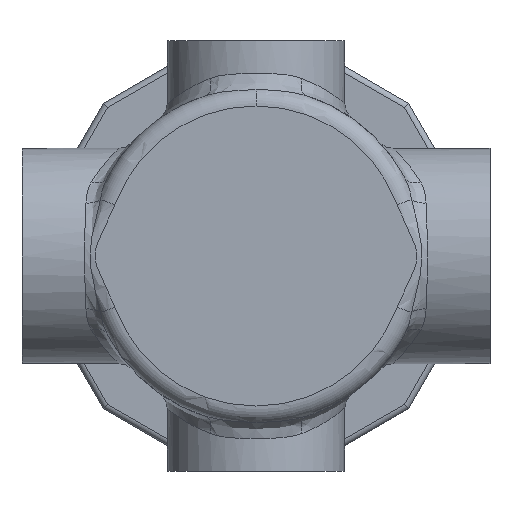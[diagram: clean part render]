
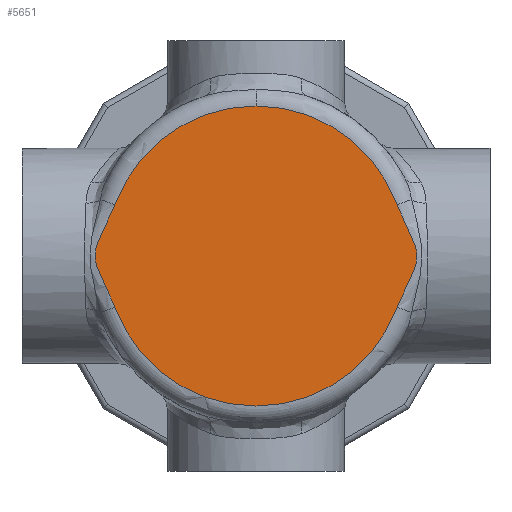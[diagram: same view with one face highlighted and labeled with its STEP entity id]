
A CAD part, front view. The second image highlights one B-rep face of the part: STEP entity #5651.
In plain terms, the highlighted planar face has unit normal (0, -1, 0).
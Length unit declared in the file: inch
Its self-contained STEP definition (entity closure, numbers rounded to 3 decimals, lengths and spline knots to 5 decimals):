
#19 = CARTESIAN_POINT ( 'NONE',  ( -0.55949, -0.82, 0.01613 ) ) ;
#43 = CARTESIAN_POINT ( 'NONE',  ( 0.55954, -0.82, 0.01585 ) ) ;
#170 = AXIS2_PLACEMENT_3D ( 'NONE', #729, #4645, #1291 ) ;
#197 = EDGE_CURVE ( 'NONE', #5348, #4076, #6570, .T. ) ;
#515 = ORIENTED_EDGE ( 'NONE', *, *, #1346, .T. ) ;
#589 = CARTESIAN_POINT ( 'NONE',  ( -0.56051, -0.82, -0.00795 ) ) ;
#604 = VERTEX_POINT ( 'NONE', #5654 ) ;
#628 = CARTESIAN_POINT ( 'NONE',  ( 0.55368, -0.82, 0.03927 ) ) ;
#729 = CARTESIAN_POINT ( 'NONE',  ( 0., -0.82, 0. ) ) ;
#1042 = CARTESIAN_POINT ( 'NONE',  ( 0., -0.82, 0. ) ) ;
#1172 = CARTESIAN_POINT ( 'NONE',  ( -0.55611, -0.82, -0.03156 ) ) ;
#1197 = CARTESIAN_POINT ( 'NONE',  ( 0.53853, -0.82, 0.07633 ) ) ;
#1291 = DIRECTION ( 'NONE',  ( 0., 0., 1. ) ) ;
#1300 = FACE_OUTER_BOUND ( 'NONE', #4013, .T. ) ;
#1346 = EDGE_CURVE ( 'NONE', #4076, #2878, #1939, .T. ) ;
#1667 = CARTESIAN_POINT ( 'NONE',  ( 0.49116, -0.82, -0.17823 ) ) ;
#1707 = CARTESIAN_POINT ( 'NONE',  ( -0.5454, -0.82, -0.06183 ) ) ;
#1709 = CARTESIAN_POINT ( 'NONE',  ( 0.53849, -0.82, -0.07643 ) ) ;
#1737 = CARTESIAN_POINT ( 'NONE',  ( 0.50215, -0.82, 0.14794 ) ) ;
#1937 = EDGE_CURVE ( 'NONE', #3811, #5348, #6473, .T. ) ;
#1939 = B_SPLINE_CURVE_WITH_KNOTS ( 'NONE', 3,
 ( #5627, #3373, #6179, #6206, #2845, #6782, #3395, #19, #3956, #589, #4516, #1172, #5090, #1707, #5649, #2288, #6226, #2864 ),
 .UNSPECIFIED., .F., .F.,
 ( 4, 2, 2, 2, 2, 2, 2, 2, 4 ),
 ( 0., 0.00244, 0.00367, 0.00428, 0.00489, 0.0055, 0.00611, 0.00733, 0.00977 ),
 .UNSPECIFIED. ) ;
#2233 = EDGE_CURVE ( 'NONE', #2878, #604, #3113, .T. ) ;
#2249 = CARTESIAN_POINT ( 'NONE',  ( 0., -0.82, 0. ) ) ;
#2260 = CARTESIAN_POINT ( 'NONE',  ( 0.50212, -0.82, -0.14803 ) ) ;
#2284 = AXIS2_PLACEMENT_3D ( 'NONE', #1042, #2646, #3611 ) ;
#2288 = CARTESIAN_POINT ( 'NONE',  ( -0.51734, -0.82, -0.11959 ) ) ;
#2292 = CARTESIAN_POINT ( 'NONE',  ( 0.55365, -0.82, -0.03937 ) ) ;
#2646 = DIRECTION ( 'NONE',  ( 0., -1., 0. ) ) ;
#2840 = DIRECTION ( 'NONE',  ( 0., -1., 0. ) ) ;
#2845 = CARTESIAN_POINT ( 'NONE',  ( -0.54539, -0.82, 0.06187 ) ) ;
#2857 = DIRECTION ( 'NONE',  ( 0., 0., 1. ) ) ;
#2864 = CARTESIAN_POINT ( 'NONE',  ( -0.49116, -0.82, -0.17823 ) ) ;
#2869 = CARTESIAN_POINT ( 'NONE',  ( 0.55949, -0.82, -0.01613 ) ) ;
#2878 = VERTEX_POINT ( 'NONE', #7104 ) ;
#3113 = CIRCLE ( 'NONE', #4695, 0.5225 ) ;
#3373 = CARTESIAN_POINT ( 'NONE',  ( -0.50212, -0.82, 0.14803 ) ) ;
#3395 = CARTESIAN_POINT ( 'NONE',  ( -0.55605, -0.82, 0.03176 ) ) ;
#3428 = CARTESIAN_POINT ( 'NONE',  ( 0.56051, -0.82, 0.00795 ) ) ;
#3515 = ORIENTED_EDGE ( 'NONE', *, *, #1937, .T. ) ;
#3611 = DIRECTION ( 'NONE',  ( 0., 0., 1. ) ) ;
#3642 = EDGE_CURVE ( 'NONE', #604, #3811, #5238, .T. ) ;
#3811 = VERTEX_POINT ( 'NONE', #5409 ) ;
#3851 = ORIENTED_EDGE ( 'NONE', *, *, #197, .T. ) ;
#3956 = CARTESIAN_POINT ( 'NONE',  ( -0.5605, -0.82, 0.00801 ) ) ;
#3983 = CARTESIAN_POINT ( 'NONE',  ( 0.55611, -0.82, 0.03156 ) ) ;
#4013 = EDGE_LOOP ( 'NONE', ( #6791, #3515, #3851, #515, #5702 ) ) ;
#4076 = VERTEX_POINT ( 'NONE', #6387 ) ;
#4516 = CARTESIAN_POINT ( 'NONE',  ( -0.55954, -0.82, -0.01585 ) ) ;
#4542 = CARTESIAN_POINT ( 'NONE',  ( 0.5454, -0.82, 0.06183 ) ) ;
#4645 = DIRECTION ( 'NONE',  ( 0., -1., 0. ) ) ;
#4695 = AXIS2_PLACEMENT_3D ( 'NONE', #6202, #2840, #6772 ) ;
#5090 = CARTESIAN_POINT ( 'NONE',  ( -0.55368, -0.82, -0.03927 ) ) ;
#5092 = CARTESIAN_POINT ( 'NONE',  ( 0.5173, -0.82, -0.11967 ) ) ;
#5121 = CARTESIAN_POINT ( 'NONE',  ( 0.51734, -0.82, 0.11959 ) ) ;
#5238 = B_SPLINE_CURVE_WITH_KNOTS ( 'NONE', 3,
 ( #1667, #2260, #5092, #1709, #5653, #2292, #6232, #2869, #6813, #3428, #43, #3983, #628, #4542, #1197, #5121, #1737, #5678 ),
 .UNSPECIFIED., .F., .F.,
 ( 4, 2, 2, 2, 2, 2, 2, 2, 4 ),
 ( 0., 0.00244, 0.00367, 0.00428, 0.00489, 0.0055, 0.00611, 0.00733, 0.00977 ),
 .UNSPECIFIED. ) ;
#5348 = VERTEX_POINT ( 'NONE', #6480 ) ;
#5409 = CARTESIAN_POINT ( 'NONE',  ( 0.49116, -0.82, 0.17823 ) ) ;
#5627 = CARTESIAN_POINT ( 'NONE',  ( -0.49116, -0.82, 0.17823 ) ) ;
#5642 = PLANE ( 'NONE',  #6513 ) ;
#5649 = CARTESIAN_POINT ( 'NONE',  ( -0.53853, -0.82, -0.07633 ) ) ;
#5651 = ADVANCED_FACE ( 'NONE', ( #1300 ), #5642, .F. ) ;
#5653 = CARTESIAN_POINT ( 'NONE',  ( 0.54539, -0.82, -0.06187 ) ) ;
#5654 = CARTESIAN_POINT ( 'NONE',  ( 0.49116, -0.82, -0.17823 ) ) ;
#5678 = CARTESIAN_POINT ( 'NONE',  ( 0.49116, -0.82, 0.17823 ) ) ;
#5702 = ORIENTED_EDGE ( 'NONE', *, *, #2233, .T. ) ;
#6179 = CARTESIAN_POINT ( 'NONE',  ( -0.5173, -0.82, 0.11967 ) ) ;
#6202 = CARTESIAN_POINT ( 'NONE',  ( 0., -0.82, 0. ) ) ;
#6206 = CARTESIAN_POINT ( 'NONE',  ( -0.53849, -0.82, 0.07643 ) ) ;
#6221 = DIRECTION ( 'NONE',  ( 0., 1., 0. ) ) ;
#6226 = CARTESIAN_POINT ( 'NONE',  ( -0.50215, -0.82, -0.14794 ) ) ;
#6232 = CARTESIAN_POINT ( 'NONE',  ( 0.55605, -0.82, -0.03176 ) ) ;
#6387 = CARTESIAN_POINT ( 'NONE',  ( -0.49116, -0.82, 0.17823 ) ) ;
#6473 = CIRCLE ( 'NONE', #170, 0.5225 ) ;
#6480 = CARTESIAN_POINT ( 'NONE',  ( 0., -0.82, 0.5225 ) ) ;
#6513 = AXIS2_PLACEMENT_3D ( 'NONE', #2249, #6221, #2857 ) ;
#6570 = CIRCLE ( 'NONE', #2284, 0.5225 ) ;
#6772 = DIRECTION ( 'NONE',  ( 0., 0., 1. ) ) ;
#6782 = CARTESIAN_POINT ( 'NONE',  ( -0.55365, -0.82, 0.03937 ) ) ;
#6791 = ORIENTED_EDGE ( 'NONE', *, *, #3642, .T. ) ;
#6813 = CARTESIAN_POINT ( 'NONE',  ( 0.5605, -0.82, -0.00801 ) ) ;
#7104 = CARTESIAN_POINT ( 'NONE',  ( -0.49116, -0.82, -0.17823 ) ) ;
